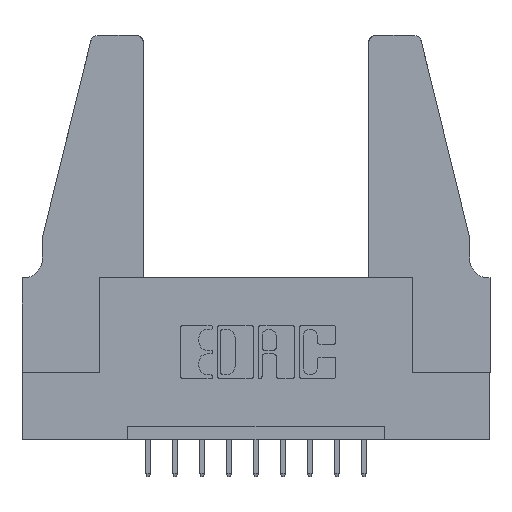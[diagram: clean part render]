
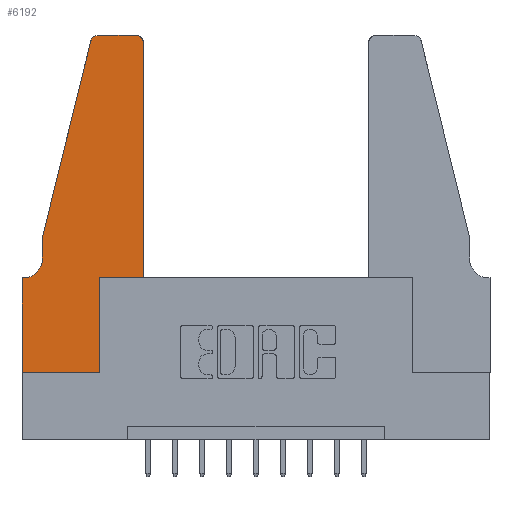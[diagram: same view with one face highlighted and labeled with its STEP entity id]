
A CAD part, top view. The second image highlights one B-rep face of the part: STEP entity #6192.
In plain terms, the highlighted planar face has unit normal (0, 0, 1).
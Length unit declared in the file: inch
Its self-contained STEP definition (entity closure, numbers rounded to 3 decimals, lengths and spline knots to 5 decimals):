
#51 = VERTEX_POINT ( 'NONE', #12327 ) ;
#513 = LINE ( 'NONE', #13074, #9859 ) ;
#519 = FACE_OUTER_BOUND ( 'NONE', #11790, .T. ) ;
#523 = DIRECTION ( 'NONE',  ( 0., 0., 1. ) ) ;
#713 = VERTEX_POINT ( 'NONE', #7271 ) ;
#777 = CARTESIAN_POINT ( 'NONE',  ( 0., 0., 0.37 ) ) ;
#804 = DIRECTION ( 'NONE',  ( 0., 1., 0. ) ) ;
#875 = DIRECTION ( 'NONE',  ( 0., -1., 0. ) ) ;
#926 = DIRECTION ( 'NONE',  ( 1., 0., 0. ) ) ;
#1127 = VECTOR ( 'NONE', #875, 39.37008 ) ;
#1135 = LINE ( 'NONE', #6531, #7877 ) ;
#1159 = ORIENTED_EDGE ( 'NONE', *, *, #4167, .T. ) ;
#1443 = VECTOR ( 'NONE', #3306, 39.37008 ) ;
#1485 = LINE ( 'NONE', #7807, #11888 ) ;
#1873 = ORIENTED_EDGE ( 'NONE', *, *, #7815, .T. ) ;
#1909 = LINE ( 'NONE', #5224, #1127 ) ;
#2045 = VERTEX_POINT ( 'NONE', #6993 ) ;
#2296 = ORIENTED_EDGE ( 'NONE', *, *, #11585, .T. ) ;
#2456 = CIRCLE ( 'NONE', #11815, 0.03 ) ;
#2483 = EDGE_CURVE ( 'NONE', #6778, #9070, #11167, .T. ) ;
#2644 = CARTESIAN_POINT ( 'NONE',  ( 0., 0.35, 0.37 ) ) ;
#2680 = CARTESIAN_POINT ( 'NONE',  ( 0.284, 1.25, 0.37 ) ) ;
#2912 = EDGE_CURVE ( 'NONE', #8548, #2045, #513, .T. ) ;
#3128 = CARTESIAN_POINT ( 'NONE',  ( 0.2865, 0.35, 0.37 ) ) ;
#3306 = DIRECTION ( 'NONE',  ( -1., 0., 0. ) ) ;
#3412 = LINE ( 'NONE', #7687, #7731 ) ;
#3526 = CARTESIAN_POINT ( 'NONE',  ( 0.284, 1.22, 0.37 ) ) ;
#3689 = LINE ( 'NONE', #7820, #11190 ) ;
#3796 = VERTEX_POINT ( 'NONE', #8988 ) ;
#4167 = EDGE_CURVE ( 'NONE', #10349, #9093, #11110, .T. ) ;
#4412 = DIRECTION ( 'NONE',  ( -0.239, -0.971, 0. ) ) ;
#4658 = DIRECTION ( 'NONE',  ( 1., 0., 0. ) ) ;
#5062 = DIRECTION ( 'NONE',  ( 0., 1., 0. ) ) ;
#5224 = CARTESIAN_POINT ( 'NONE',  ( 0., 0., 0.37 ) ) ;
#5281 = DIRECTION ( 'NONE',  ( 0., -1., 0. ) ) ;
#5655 = CARTESIAN_POINT ( 'NONE',  ( 0., 0.35, 0.37 ) ) ;
#5958 = VERTEX_POINT ( 'NONE', #2680 ) ;
#6192 = ADVANCED_FACE ( 'NONE', ( #519 ), #13017, .T. ) ;
#6531 = CARTESIAN_POINT ( 'NONE',  ( 0.0755, 0.5, 0.37 ) ) ;
#6778 = VERTEX_POINT ( 'NONE', #7152 ) ;
#6783 = DIRECTION ( 'NONE',  ( 1., 0., 0. ) ) ;
#6993 = CARTESIAN_POINT ( 'NONE',  ( 0.4505, 0.35, 0.37 ) ) ;
#7152 = CARTESIAN_POINT ( 'NONE',  ( 0.4505, 1.22, 0.37 ) ) ;
#7271 = CARTESIAN_POINT ( 'NONE',  ( 0., 0., 0.37 ) ) ;
#7317 = EDGE_CURVE ( 'NONE', #10881, #713, #1909, .T. ) ;
#7438 = AXIS2_PLACEMENT_3D ( 'NONE', #2644, #8689, #6783 ) ;
#7670 = CARTESIAN_POINT ( 'NONE',  ( 0.0755, 0.5, 0.37 ) ) ;
#7687 = CARTESIAN_POINT ( 'NONE',  ( 0.2605, 1.25, 0.37 ) ) ;
#7731 = VECTOR ( 'NONE', #9872, 39.37008 ) ;
#7744 = VECTOR ( 'NONE', #4658, 39.37008 ) ;
#7745 = VECTOR ( 'NONE', #5062, 39.37008 ) ;
#7807 = CARTESIAN_POINT ( 'NONE',  ( 0.0755, 0.5, 0.37 ) ) ;
#7815 = EDGE_CURVE ( 'NONE', #11319, #10349, #1135, .T. ) ;
#7820 = CARTESIAN_POINT ( 'NONE',  ( 0.4505, 0.35, 0.37 ) ) ;
#7877 = VECTOR ( 'NONE', #5281, 39.37008 ) ;
#7918 = EDGE_CURVE ( 'NONE', #5958, #51, #2456, .T. ) ;
#8476 = LINE ( 'NONE', #12810, #1443 ) ;
#8493 = AXIS2_PLACEMENT_3D ( 'NONE', #12449, #10249, #13266 ) ;
#8548 = VERTEX_POINT ( 'NONE', #3128 ) ;
#8689 = DIRECTION ( 'NONE',  ( 0., 0., 1. ) ) ;
#8907 = DIRECTION ( 'NONE',  ( 0., 0., 1. ) ) ;
#8988 = CARTESIAN_POINT ( 'NONE',  ( 0.2865, 0., 0.37 ) ) ;
#9070 = VERTEX_POINT ( 'NONE', #10342 ) ;
#9093 = VERTEX_POINT ( 'NONE', #11443 ) ;
#9725 = EDGE_CURVE ( 'NONE', #2045, #6778, #3689, .T. ) ;
#9775 = ORIENTED_EDGE ( 'NONE', *, *, #7317, .T. ) ;
#9859 = VECTOR ( 'NONE', #13012, 39.37008 ) ;
#9872 = DIRECTION ( 'NONE',  ( -1., 0., 0. ) ) ;
#9936 = ORIENTED_EDGE ( 'NONE', *, *, #13024, .T. ) ;
#10249 = DIRECTION ( 'NONE',  ( 0., 0., -1. ) ) ;
#10277 = ORIENTED_EDGE ( 'NONE', *, *, #12603, .T. ) ;
#10342 = CARTESIAN_POINT ( 'NONE',  ( 0.4205, 1.25, 0.37 ) ) ;
#10349 = VERTEX_POINT ( 'NONE', #12852 ) ;
#10714 = ORIENTED_EDGE ( 'NONE', *, *, #10826, .T. ) ;
#10735 = AXIS2_PLACEMENT_3D ( 'NONE', #12196, #8907, #926 ) ;
#10826 = EDGE_CURVE ( 'NONE', #9070, #5958, #3412, .T. ) ;
#10881 = VERTEX_POINT ( 'NONE', #5655 ) ;
#10882 = ORIENTED_EDGE ( 'NONE', *, *, #2483, .T. ) ;
#11079 = ORIENTED_EDGE ( 'NONE', *, *, #7918, .T. ) ;
#11110 = CIRCLE ( 'NONE', #8493, 0.07 ) ;
#11136 = LINE ( 'NONE', #777, #7744 ) ;
#11167 = CIRCLE ( 'NONE', #10735, 0.03 ) ;
#11190 = VECTOR ( 'NONE', #804, 39.37008 ) ;
#11319 = VERTEX_POINT ( 'NONE', #7670 ) ;
#11443 = CARTESIAN_POINT ( 'NONE',  ( 0.0055, 0.35, 0.37 ) ) ;
#11579 = ORIENTED_EDGE ( 'NONE', *, *, #13267, .T. ) ;
#11585 = EDGE_CURVE ( 'NONE', #3796, #8548, #13466, .T. ) ;
#11790 = EDGE_LOOP ( 'NONE', ( #10714, #11079, #10277, #1873, #1159, #9936, #9775, #11579, #2296, #13016, #12339, #10882 ) ) ;
#11815 = AXIS2_PLACEMENT_3D ( 'NONE', #3526, #523, #12375 ) ;
#11888 = VECTOR ( 'NONE', #4412, 39.37008 ) ;
#12196 = CARTESIAN_POINT ( 'NONE',  ( 0.4205, 1.22, 0.37 ) ) ;
#12327 = CARTESIAN_POINT ( 'NONE',  ( 0.25487, 1.22718, 0.37 ) ) ;
#12339 = ORIENTED_EDGE ( 'NONE', *, *, #9725, .T. ) ;
#12375 = DIRECTION ( 'NONE',  ( 1., 0., 0. ) ) ;
#12449 = CARTESIAN_POINT ( 'NONE',  ( 0.0055, 0.42, 0.37 ) ) ;
#12597 = CARTESIAN_POINT ( 'NONE',  ( 0.2865, 0.35, 0.37 ) ) ;
#12603 = EDGE_CURVE ( 'NONE', #51, #11319, #1485, .T. ) ;
#12810 = CARTESIAN_POINT ( 'NONE',  ( 0.0755, 0.35, 0.37 ) ) ;
#12852 = CARTESIAN_POINT ( 'NONE',  ( 0.0755, 0.42, 0.37 ) ) ;
#13012 = DIRECTION ( 'NONE',  ( 1., 0., 0. ) ) ;
#13016 = ORIENTED_EDGE ( 'NONE', *, *, #2912, .T. ) ;
#13017 = PLANE ( 'NONE',  #7438 ) ;
#13024 = EDGE_CURVE ( 'NONE', #9093, #10881, #8476, .T. ) ;
#13074 = CARTESIAN_POINT ( 'NONE',  ( 0.4505, 0.35, 0.37 ) ) ;
#13266 = DIRECTION ( 'NONE',  ( -1., 0., 0. ) ) ;
#13267 = EDGE_CURVE ( 'NONE', #713, #3796, #11136, .T. ) ;
#13466 = LINE ( 'NONE', #12597, #7745 ) ;
